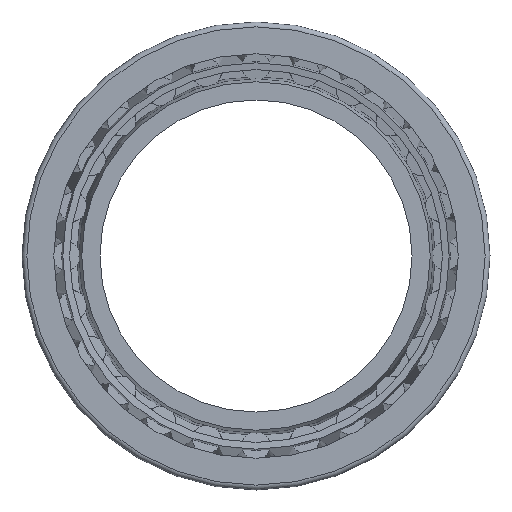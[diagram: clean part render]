
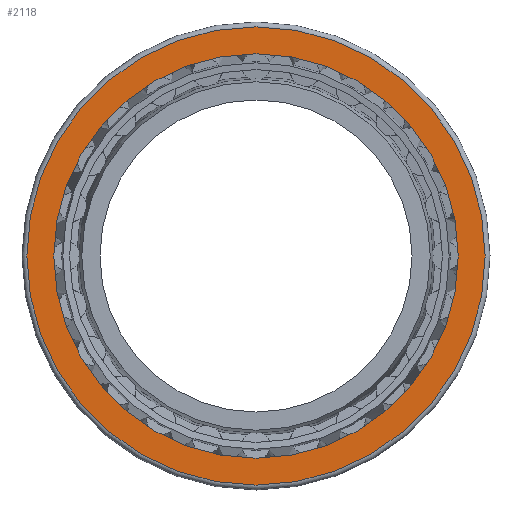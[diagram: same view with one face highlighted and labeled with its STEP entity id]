
A CAD part, left-side view. The second image highlights one B-rep face of the part: STEP entity #2118.
In plain terms, the highlighted planar face has unit normal (-1, 0, 0).
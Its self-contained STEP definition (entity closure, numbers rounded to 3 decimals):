
#236=PLANE('',#2330);
#354=ORIENTED_EDGE('',*,*,#960,.T.);
#355=ORIENTED_EDGE('',*,*,#961,.F.);
#960=EDGE_CURVE('',#1268,#1268,#1480,.T.);
#961=EDGE_CURVE('',#1269,#1269,#1481,.T.);
#1268=VERTEX_POINT('',#3482);
#1269=VERTEX_POINT('',#3484);
#1480=CIRCLE('',#2331,103.687);
#1481=CIRCLE('',#2332,117.5);
#1606=EDGE_LOOP('',(#354));
#1607=EDGE_LOOP('',(#355));
#1838=FACE_BOUND('',#1606,.T.);
#1839=FACE_BOUND('',#1607,.T.);
#2118=ADVANCED_FACE('',(#1838,#1839),#236,.T.);
#2330=AXIS2_PLACEMENT_3D('',#3480,#2732,#2733);
#2331=AXIS2_PLACEMENT_3D('',#3481,#2734,#2735);
#2332=AXIS2_PLACEMENT_3D('',#3483,#2736,#2737);
#2732=DIRECTION('',(-1.,0.,0.));
#2733=DIRECTION('',(0.,0.,1.));
#2734=DIRECTION('',(1.,0.,0.));
#2735=DIRECTION('',(0.,0.,-1.));
#2736=DIRECTION('',(1.,0.,0.));
#2737=DIRECTION('',(0.,0.,-1.));
#3480=CARTESIAN_POINT('',(0.,117.5,0.));
#3481=CARTESIAN_POINT('',(0.,0.,0.));
#3482=CARTESIAN_POINT('',(0.,0.,-103.687));
#3483=CARTESIAN_POINT('',(0.,0.,0.));
#3484=CARTESIAN_POINT('',(0.,0.,-117.5));
